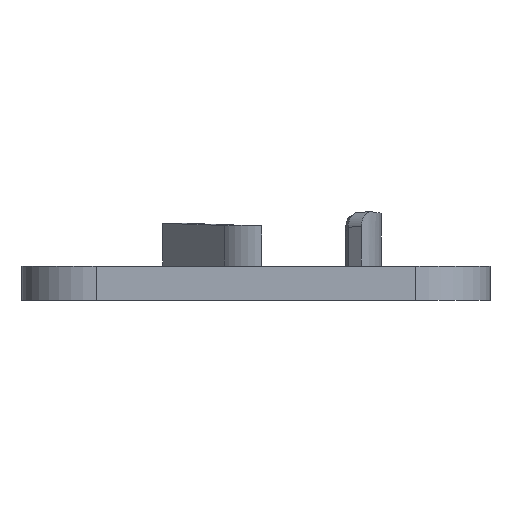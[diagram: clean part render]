
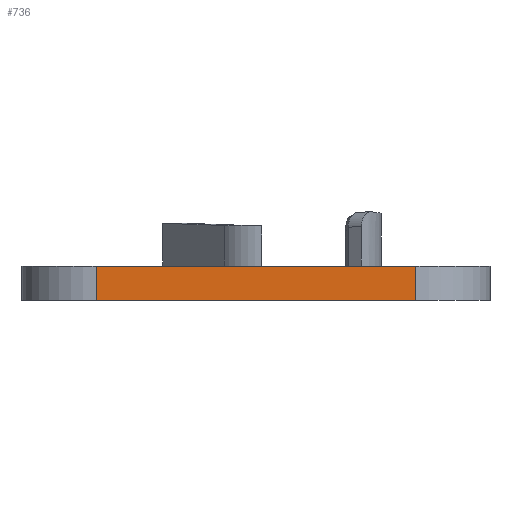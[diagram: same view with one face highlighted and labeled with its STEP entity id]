
A CAD part, left-side view. The second image highlights one B-rep face of the part: STEP entity #736.
In plain terms, the highlighted planar face has unit normal (-1, 0, 0).
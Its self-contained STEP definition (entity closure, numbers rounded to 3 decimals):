
#175 = EDGE_LOOP ( 'NONE', ( #230, #229, #206, #207 ) ) ;
#206 = ORIENTED_EDGE ( 'NONE', *, *, #1236, .F. ) ;
#207 = ORIENTED_EDGE ( 'NONE', *, *, #1164, .T. ) ;
#229 = ORIENTED_EDGE ( 'NONE', *, *, #1167, .F. ) ;
#230 = ORIENTED_EDGE ( 'NONE', *, *, #1262, .T. ) ;
#273 = VERTEX_POINT ( 'NONE', #904 ) ;
#297 = VERTEX_POINT ( 'NONE', #928 ) ;
#313 = VERTEX_POINT ( 'NONE', #944 ) ;
#322 = VERTEX_POINT ( 'NONE', #953 ) ;
#361 = LINE ( 'NONE', #362, #1383 ) ;
#362 = CARTESIAN_POINT ( 'NONE',  ( -15., 17., 2.3 ) ) ;
#363 = DIRECTION ( 'NONE',  ( 0., 0., -1. ) ) ;
#370 = LINE ( 'NONE', #371, #1396 ) ;
#371 = CARTESIAN_POINT ( 'NONE',  ( -15., -4.5, 2.3 ) ) ;
#372 = DIRECTION ( 'NONE',  ( 0., 0., -1. ) ) ;
#736 = ADVANCED_FACE ( 'NONE', ( #842 ), #1015, .F. ) ;
#837 = AXIS2_PLACEMENT_3D ( 'NONE', #1016, #1017, #1018 ) ;
#842 = FACE_OUTER_BOUND ( 'NONE', #175, .T. ) ;
#904 = CARTESIAN_POINT ( 'NONE',  ( -15., 17., 0. ) ) ;
#928 = CARTESIAN_POINT ( 'NONE',  ( -15., -4.5, 0. ) ) ;
#944 = CARTESIAN_POINT ( 'NONE',  ( -15., 17., 2.3 ) ) ;
#953 = CARTESIAN_POINT ( 'NONE',  ( -15., -4.5, 2.3 ) ) ;
#1015 = PLANE ( 'NONE',  #837 ) ;
#1016 = CARTESIAN_POINT ( 'NONE',  ( -15., -4.5, 2.3 ) ) ;
#1017 = DIRECTION ( 'NONE',  ( 1., 0., 0. ) ) ;
#1018 = DIRECTION ( 'NONE',  ( 0., 0., -1. ) ) ;
#1164 = EDGE_CURVE ( 'NONE', #313, #273, #361, .T. ) ;
#1167 = EDGE_CURVE ( 'NONE', #322, #297, #370, .T. ) ;
#1236 = EDGE_CURVE ( 'NONE', #313, #322, #1519, .T. ) ;
#1262 = EDGE_CURVE ( 'NONE', #273, #297, #1589, .T. ) ;
#1383 = VECTOR ( 'NONE', #363, 1000. ) ;
#1396 = VECTOR ( 'NONE', #372, 1000. ) ;
#1477 = VECTOR ( 'NONE', #1521, 1000. ) ;
#1482 = VECTOR ( 'NONE', #1591, 1000. ) ;
#1519 = LINE ( 'NONE', #1520, #1477 ) ;
#1520 = CARTESIAN_POINT ( 'NONE',  ( -15., -4.5, 2.3 ) ) ;
#1521 = DIRECTION ( 'NONE',  ( 0., -1., 0. ) ) ;
#1589 = LINE ( 'NONE', #1590, #1482 ) ;
#1590 = CARTESIAN_POINT ( 'NONE',  ( -15., -4.5, 0. ) ) ;
#1591 = DIRECTION ( 'NONE',  ( 0., -1., 0. ) ) ;
